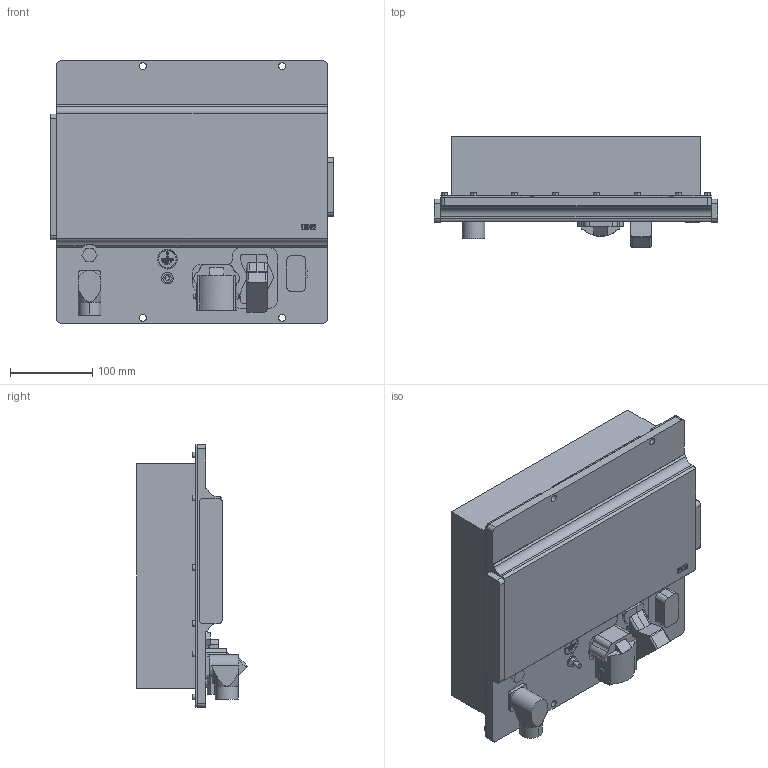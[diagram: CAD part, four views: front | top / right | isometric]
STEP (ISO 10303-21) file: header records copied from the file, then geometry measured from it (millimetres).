
FILE_DESCRIPTION (( 'STEP AP214' ), '1' );
FILE_NAME ('00T6A0A-0003.STEP', '2022-10-20T05:37:17', ( '' ), ( '' ), 'SwSTEP 2.0', 'SolidWorks 2022', '' );
FILE_SCHEMA (( 'AUTOMOTIVE_DESIGN' ));
Length unit declared in the file: millimetre
Products named in the file (10): Kundenmodell^10043672_000; 10044118_000; Kundenmodell^10044482_000; 10044482_000; 10014325_000; 00T6A0A-0003; Kundenmodell^10043652_000; 10043672_000; 10043652_000; Kundenmodell^10044118_000
Assembly tree (9 placements, depth 3):
  00T6A0A-0003
    10044482_000
      Kundenmodell^10044482_000
    10043652_000
      Kundenmodell^10043652_000
    10044118_000
      Kundenmodell^10044118_000
    10043672_000
      Kundenmodell^10043672_000
    10014325_000
Bounding box: 346 x 135.22 x 320 mm (x, y, z)
Volume: 8818815.6 mm3; surface area: 586903.3 mm2
Topology: 8 solids, 13 shells, 558 faces, 1428 edges, 936 vertices
Faces by surface type: plane 248, cylinder 193, bspline 66, cone 35, torus 16
Entity records: 21584 total; most frequent: CARTESIAN_POINT 7832, ORIENTED_EDGE 2856, DIRECTION 2582, EDGE_CURVE 1428, VERTEX_POINT 936, AXIS2_PLACEMENT_3D 935, LINE 712, VECTOR 712
